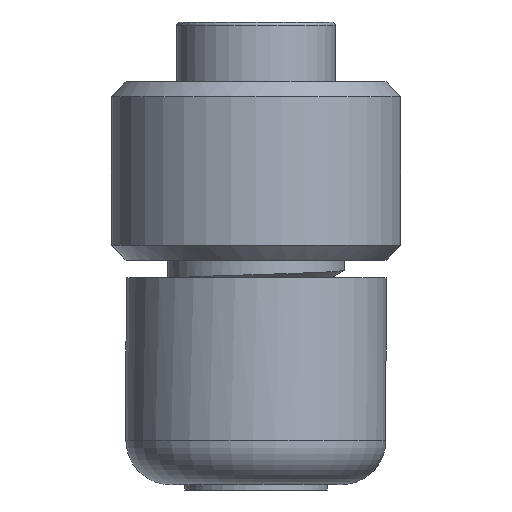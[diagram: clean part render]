
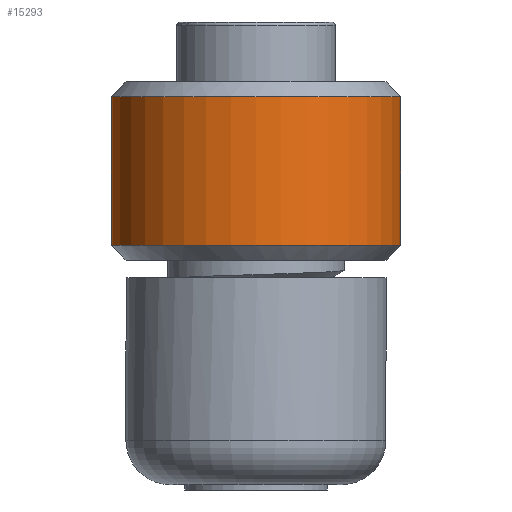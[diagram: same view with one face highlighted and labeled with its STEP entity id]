
A CAD part, front view. The second image highlights one B-rep face of the part: STEP entity #15293.
In plain terms, the highlighted cylindrical face has radius 10.316 mm (diameter 20.632 mm), a full revolution.
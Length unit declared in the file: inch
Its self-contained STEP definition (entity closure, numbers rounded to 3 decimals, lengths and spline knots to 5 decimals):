
#1935=FACE_BOUND('',#2912,.T.);
#2120=FACE_OUTER_BOUND('',#2911,.T.);
#2911=EDGE_LOOP('',(#9470));
#2912=EDGE_LOOP('',(#9471));
#3887=CIRCLE('',#16093,0.40614);
#3888=CIRCLE('',#16094,0.40614);
#5388=VERTEX_POINT('',#22110);
#5389=VERTEX_POINT('',#22112);
#6976=EDGE_CURVE('',#5388,#5388,#3887,.T.);
#6977=EDGE_CURVE('',#5389,#5389,#3888,.T.);
#9470=ORIENTED_EDGE('',*,*,#6976,.T.);
#9471=ORIENTED_EDGE('',*,*,#6977,.F.);
#14460=CYLINDRICAL_SURFACE('',#16092,0.40614);
#15293=ADVANCED_FACE('',(#2120,#1935),#14460,.T.);
#16092=AXIS2_PLACEMENT_3D('',#22109,#18017,#18018);
#16093=AXIS2_PLACEMENT_3D('',#22111,#18019,#18020);
#16094=AXIS2_PLACEMENT_3D('',#22113,#18021,#18022);
#18017=DIRECTION('center_axis',(0.,0.,
-1.));
#18018=DIRECTION('ref_axis',(0.,1.,0.));
#18019=DIRECTION('center_axis',(0.,0.,
-1.));
#18020=DIRECTION('ref_axis',(1.,0.,0.));
#18021=DIRECTION('center_axis',(0.,0.,
-1.));
#18022=DIRECTION('ref_axis',(1.,0.,0.));
#22109=CARTESIAN_POINT('Origin',(0.,0.,
-0.418));
#22110=CARTESIAN_POINT('',(0.,0.40614,-0.20914));
#22111=CARTESIAN_POINT('Origin',(0.,0.,
-0.20914));
#22112=CARTESIAN_POINT('',(0.,0.40614,-0.62686));
#22113=CARTESIAN_POINT('Origin',(0.,0.,
-0.62686));
